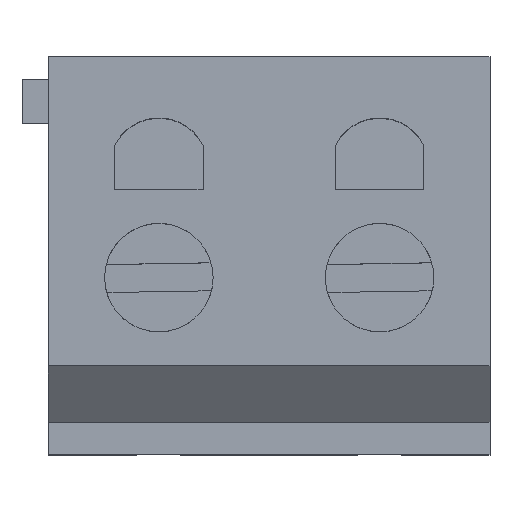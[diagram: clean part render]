
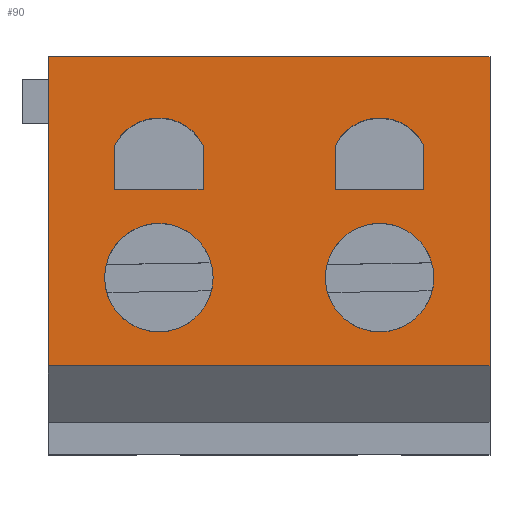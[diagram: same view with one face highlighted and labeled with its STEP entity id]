
A CAD part, top view. The second image highlights one B-rep face of the part: STEP entity #90.
In plain terms, the highlighted planar face has unit normal (0, 0, 1).
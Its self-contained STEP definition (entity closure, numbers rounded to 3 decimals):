
#90=ADVANCED_FACE('',(#1195,#1197,#1199,#1201,#1203),#1205,.T.);
#1195=FACE_BOUND('',#1196,.T.);
#1196=EDGE_LOOP('',(#2086,#2087,#2088,#2089));
#1197=FACE_BOUND('',#1198,.T.);
#1198=EDGE_LOOP('',(#2090,#2091,#2092,#2093));
#1199=FACE_BOUND('',#1200,.T.);
#1200=EDGE_LOOP('',(#2094));
#1201=FACE_BOUND('',#1202,.T.);
#1202=EDGE_LOOP('',(#2095));
#1203=FACE_BOUND('',#1204,.T.);
#1204=EDGE_LOOP('',(#2096,#2097,#2098,#2099));
#1205=PLANE('',#1206);
#1206=AXIS2_PLACEMENT_3D('',#1207,#1208,#1209);
#1207=CARTESIAN_POINT('',(0.,0.,11.5));
#1208=DIRECTION('',(0.,0.,1.));
#1209=DIRECTION('',(1.,0.,0.));
#2086=ORIENTED_EDGE('',*,*,#2682,.T.);
#2087=ORIENTED_EDGE('',*,*,#2683,.T.);
#2088=ORIENTED_EDGE('',*,*,#2684,.T.);
#2089=ORIENTED_EDGE('',*,*,#2685,.T.);
#2090=ORIENTED_EDGE('',*,*,#2686,.T.);
#2091=ORIENTED_EDGE('',*,*,#2687,.T.);
#2092=ORIENTED_EDGE('',*,*,#2688,.T.);
#2093=ORIENTED_EDGE('',*,*,#2689,.T.);
#2094=ORIENTED_EDGE('',*,*,#2690,.T.);
#2095=ORIENTED_EDGE('',*,*,#2691,.T.);
#2096=ORIENTED_EDGE('',*,*,#2692,.T.);
#2097=ORIENTED_EDGE('',*,*,#2693,.T.);
#2098=ORIENTED_EDGE('',*,*,#2694,.T.);
#2099=ORIENTED_EDGE('',*,*,#2695,.T.);
#2682=EDGE_CURVE('',#3014,#3015,#3016,.T.);
#2683=EDGE_CURVE('',#3015,#3017,#3018,.T.);
#2684=EDGE_CURVE('',#3017,#3019,#3020,.T.);
#2685=EDGE_CURVE('',#3019,#3014,#3021,.T.);
#2686=EDGE_CURVE('',#3022,#3023,#3024,.F.);
#2687=EDGE_CURVE('',#3023,#3025,#3026,.F.);
#2688=EDGE_CURVE('',#3025,#3027,#3028,.F.);
#2689=EDGE_CURVE('',#3027,#3022,#3029,.F.);
#2690=EDGE_CURVE('',#3030,#3030,#3031,.F.);
#2691=EDGE_CURVE('',#3032,#3032,#3033,.F.);
#2692=EDGE_CURVE('',#3034,#3035,#3036,.F.);
#2693=EDGE_CURVE('',#3035,#3037,#3038,.F.);
#2694=EDGE_CURVE('',#3037,#3039,#3040,.F.);
#2695=EDGE_CURVE('',#3039,#3034,#3041,.F.);
#3014=VERTEX_POINT('',#3562);
#3015=VERTEX_POINT('',#3563);
#3016=LINE('',#3564,#3565);
#3017=VERTEX_POINT('',#3567);
#3018=LINE('',#3568,#3569);
#3019=VERTEX_POINT('',#3571);
#3020=LINE('',#3572,#3573);
#3021=LINE('',#3575,#3576);
#3022=VERTEX_POINT('',#3578);
#3023=VERTEX_POINT('',#3579);
#3024=LINE('',#3580,#3581);
#3025=VERTEX_POINT('',#3583);
#3026=CIRCLE('',#3584,1.118);
#3027=VERTEX_POINT('',#3588);
#3028=LINE('',#3589,#3590);
#3029=LINE('',#3592,#3593);
#3030=VERTEX_POINT('',#3595);
#3031=CIRCLE('',#3596,1.229);
#3032=VERTEX_POINT('',#3600);
#3033=CIRCLE('',#3601,1.229);
#3034=VERTEX_POINT('',#3605);
#3035=VERTEX_POINT('',#3606);
#3036=LINE('',#3607,#3608);
#3037=VERTEX_POINT('',#3610);
#3038=CIRCLE('',#3611,1.118);
#3039=VERTEX_POINT('',#3615);
#3040=LINE('',#3616,#3617);
#3041=LINE('',#3619,#3620);
#3562=CARTESIAN_POINT('',(10.,2.,11.5));
#3563=CARTESIAN_POINT('',(10.,9.,11.5));
#3564=CARTESIAN_POINT('',(10.,2.,11.5));
#3565=VECTOR('',#3566,1.);
#3566=DIRECTION('',(0.,1.,0.));
#3567=CARTESIAN_POINT('',(0.,9.,11.5));
#3568=CARTESIAN_POINT('',(10.,9.,11.5));
#3569=VECTOR('',#3570,1.);
#3570=DIRECTION('',(-1.,0.,0.));
#3571=CARTESIAN_POINT('',(0.,2.,11.5));
#3572=CARTESIAN_POINT('',(0.,9.,11.5));
#3573=VECTOR('',#3574,1.);
#3574=DIRECTION('',(0.,-1.,0.));
#3575=CARTESIAN_POINT('',(0.,2.,11.5));
#3576=VECTOR('',#3577,1.);
#3577=DIRECTION('',(1.,0.,0.));
#3578=CARTESIAN_POINT('',(6.5,6.,11.5));
#3579=CARTESIAN_POINT('',(6.5,7.,11.5));
#3580=CARTESIAN_POINT('',(6.5,7.,11.5));
#3581=VECTOR('',#3582,1.);
#3582=DIRECTION('',(0.,-1.,0.));
#3583=CARTESIAN_POINT('',(8.5,7.,11.5));
#3584=AXIS2_PLACEMENT_3D('',#3585,#3586,#3587);
#3585=CARTESIAN_POINT('',(7.5,6.5,11.5));
#3586=DIRECTION('',(0.,0.,1.));
#3587=DIRECTION('',(0.894,0.447,0.));
#3588=CARTESIAN_POINT('',(8.5,6.,11.5));
#3589=CARTESIAN_POINT('',(8.5,6.,11.5));
#3590=VECTOR('',#3591,1.);
#3591=DIRECTION('',(0.,1.,0.));
#3592=CARTESIAN_POINT('',(6.5,6.,11.5));
#3593=VECTOR('',#3594,1.);
#3594=DIRECTION('',(1.,0.,0.));
#3595=CARTESIAN_POINT('',(7.5,5.229,11.5));
#3596=AXIS2_PLACEMENT_3D('',#3597,#3598,#3599);
#3597=CARTESIAN_POINT('',(7.5,4.,11.5));
#3598=DIRECTION('',(0.,0.,1.));
#3599=DIRECTION('',(0.,1.,0.));
#3600=CARTESIAN_POINT('',(2.5,5.229,11.5));
#3601=AXIS2_PLACEMENT_3D('',#3602,#3603,#3604);
#3602=CARTESIAN_POINT('',(2.5,4.,11.5));
#3603=DIRECTION('',(0.,0.,1.));
#3604=DIRECTION('',(0.,1.,0.));
#3605=CARTESIAN_POINT('',(1.5,6.,11.5));
#3606=CARTESIAN_POINT('',(1.5,7.,11.5));
#3607=CARTESIAN_POINT('',(1.5,7.,11.5));
#3608=VECTOR('',#3609,1.);
#3609=DIRECTION('',(0.,-1.,0.));
#3610=CARTESIAN_POINT('',(3.5,7.,11.5));
#3611=AXIS2_PLACEMENT_3D('',#3612,#3613,#3614);
#3612=CARTESIAN_POINT('',(2.5,6.5,11.5));
#3613=DIRECTION('',(0.,0.,1.));
#3614=DIRECTION('',(0.894,0.447,0.));
#3615=CARTESIAN_POINT('',(3.5,6.,11.5));
#3616=CARTESIAN_POINT('',(3.5,6.,11.5));
#3617=VECTOR('',#3618,1.);
#3618=DIRECTION('',(0.,1.,0.));
#3619=CARTESIAN_POINT('',(1.5,6.,11.5));
#3620=VECTOR('',#3621,1.);
#3621=DIRECTION('',(1.,0.,0.));
